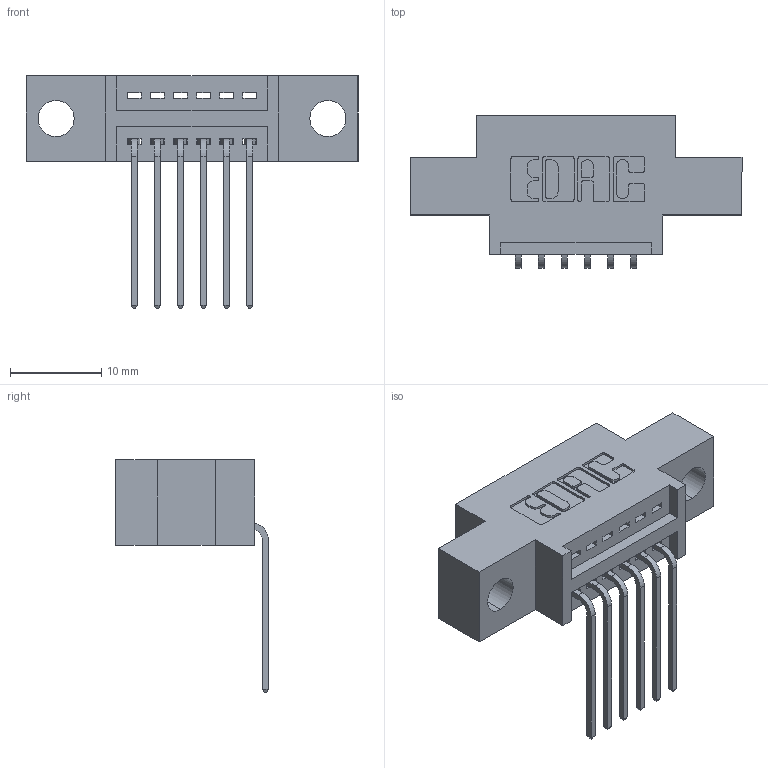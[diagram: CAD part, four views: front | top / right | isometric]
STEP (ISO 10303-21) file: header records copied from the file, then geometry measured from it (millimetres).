
FILE_DESCRIPTION (( 'STEP AP203' ), '1' );
FILE_NAME ('345-006-559-604.STEP', '2018-08-17T00:44:54', ( '' ), ( '' ), 'SwSTEP 2.0', 'SolidWorks 2016', '' );
FILE_SCHEMA (( 'CONFIG_CONTROL_DESIGN' ));
Length unit declared in the file: inch
Products named in the file (3): 345 Part_0.170 Offset - 0.156 Dia-TH; 345-292-001_558 559 Tail - 1; 345-006-559-604
Assembly tree (7 placements, depth 2):
  345-006-559-604
    345 Part_0.170 Offset - 0.156 Dia-TH
    345-292-001_558 559 Tail - 1  x6
Bounding box: 36.45 x 16.75 x 25.53 mm (x, y, z)
Volume: 2985.8 mm3; surface area: 3531.4 mm2
Topology: 7 solids, 7 shells, 490 faces, 1445 edges, 954 vertices
Faces by surface type: plane 336, cylinder 154
Entity records: 9581 total; most frequent: CARTESIAN_POINT 1670, ORIENTED_EDGE 1610, DIRECTION 1509, EDGE_CURVE 805, VECTOR 649, LINE 649, VERTEX_POINT 534, AXIS2_PLACEMENT_3D 430
